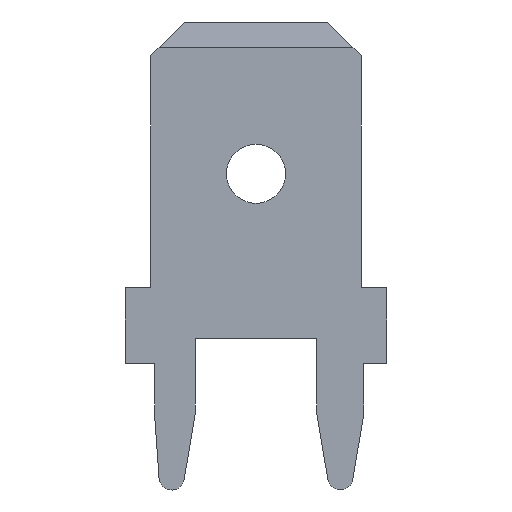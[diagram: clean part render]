
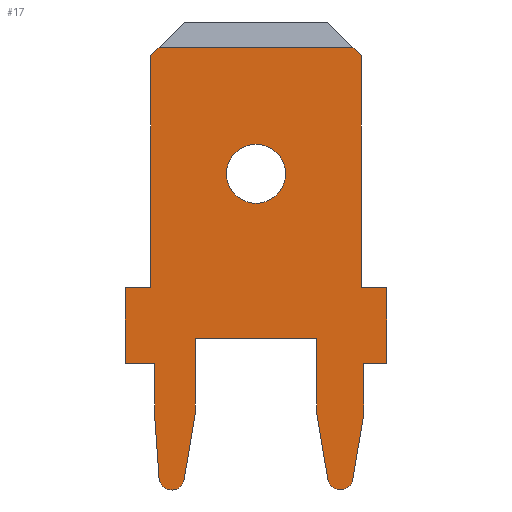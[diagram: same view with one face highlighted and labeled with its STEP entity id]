
A CAD part, left-side view. The second image highlights one B-rep face of the part: STEP entity #17.
In plain terms, the highlighted planar face has unit normal (-1, 0, 0).
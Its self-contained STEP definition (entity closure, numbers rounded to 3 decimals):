
#17 = ADVANCED_FACE('',(#18,#198),#218,.F.);
#18 = FACE_BOUND('',#19,.F.);
#19 = EDGE_LOOP('',(#20,#30,#38,#46,#54,#62,#70,#78,#86,#95,#103,#111,
    #119,#127,#135,#144,#152,#160,#168,#176,#184,#192));
#20 = ORIENTED_EDGE('',*,*,#21,.F.);
#21 = EDGE_CURVE('',#22,#24,#26,.T.);
#22 = VERTEX_POINT('',#23);
#23 = CARTESIAN_POINT('',(-0.406,-5.445,9.687));
#24 = VERTEX_POINT('',#25);
#25 = CARTESIAN_POINT('',(-0.406,0.398,9.687));
#26 = LINE('',#27,#28);
#27 = CARTESIAN_POINT('',(-0.406,-5.445,9.687));
#28 = VECTOR('',#29,1.);
#29 = DIRECTION('',(0.,1.,0.));
#30 = ORIENTED_EDGE('',*,*,#31,.F.);
#31 = EDGE_CURVE('',#32,#22,#34,.T.);
#32 = VERTEX_POINT('',#33);
#33 = CARTESIAN_POINT('',(-0.406,-5.699,9.433));
#34 = LINE('',#35,#36);
#35 = CARTESIAN_POINT('',(-0.406,-5.699,9.433));
#36 = VECTOR('',#37,1.);
#37 = DIRECTION('',(0.,0.707,0.707));
#38 = ORIENTED_EDGE('',*,*,#39,.T.);
#39 = EDGE_CURVE('',#32,#40,#42,.T.);
#40 = VERTEX_POINT('',#41);
#41 = CARTESIAN_POINT('',(-0.406,-5.699,2.448));
#42 = LINE('',#43,#44);
#43 = CARTESIAN_POINT('',(-0.406,-5.699,9.433));
#44 = VECTOR('',#45,1.);
#45 = DIRECTION('',(0.,0.,-1.));
#46 = ORIENTED_EDGE('',*,*,#47,.T.);
#47 = EDGE_CURVE('',#40,#48,#50,.T.);
#48 = VERTEX_POINT('',#49);
#49 = CARTESIAN_POINT('',(-0.406,-6.461,2.448));
#50 = LINE('',#51,#52);
#51 = CARTESIAN_POINT('',(-0.406,-5.699,2.448));
#52 = VECTOR('',#53,1.);
#53 = DIRECTION('',(0.,-1.,0.));
#54 = ORIENTED_EDGE('',*,*,#55,.T.);
#55 = EDGE_CURVE('',#48,#56,#58,.T.);
#56 = VERTEX_POINT('',#57);
#57 = CARTESIAN_POINT('',(-0.406,-6.461,0.162));
#58 = LINE('',#59,#60);
#59 = CARTESIAN_POINT('',(-0.406,-6.461,2.448));
#60 = VECTOR('',#61,1.);
#61 = DIRECTION('',(0.,0.,-1.));
#62 = ORIENTED_EDGE('',*,*,#63,.T.);
#63 = EDGE_CURVE('',#56,#64,#66,.T.);
#64 = VERTEX_POINT('',#65);
#65 = CARTESIAN_POINT('',(-0.406,-5.768,0.162));
#66 = LINE('',#67,#68);
#67 = CARTESIAN_POINT('',(-0.406,-6.461,0.162));
#68 = VECTOR('',#69,1.);
#69 = DIRECTION('',(0.,1.,0.));
#70 = ORIENTED_EDGE('',*,*,#71,.T.);
#71 = EDGE_CURVE('',#64,#72,#74,.T.);
#72 = VERTEX_POINT('',#73);
#73 = CARTESIAN_POINT('',(-0.406,-5.768,-1.363));
#74 = LINE('',#75,#76);
#75 = CARTESIAN_POINT('',(-0.406,-5.768,0.162));
#76 = VECTOR('',#77,1.);
#77 = DIRECTION('',(0.,0.,-1.));
#78 = ORIENTED_EDGE('',*,*,#79,.T.);
#79 = EDGE_CURVE('',#72,#80,#82,.T.);
#80 = VERTEX_POINT('',#81);
#81 = CARTESIAN_POINT('',(-0.406,-5.439,-3.33));
#82 = LINE('',#83,#84);
#83 = CARTESIAN_POINT('',(-0.406,-5.768,-1.363));
#84 = VECTOR('',#85,1.);
#85 = DIRECTION('',(0.,0.165,-0.986));
#86 = ORIENTED_EDGE('',*,*,#87,.T.);
#87 = EDGE_CURVE('',#80,#88,#90,.T.);
#88 = VERTEX_POINT('',#89);
#89 = CARTESIAN_POINT('',(-0.406,-4.688,-3.33));
#90 = CIRCLE('',#91,0.381);
#91 = AXIS2_PLACEMENT_3D('',#92,#93,#94);
#92 = CARTESIAN_POINT('',(-0.406,-5.064,-3.268));
#93 = DIRECTION('',(1.,0.,0.));
#94 = DIRECTION('',(0.,-0.986,-0.165)
  );
#95 = ORIENTED_EDGE('',*,*,#96,.T.);
#96 = EDGE_CURVE('',#88,#97,#99,.T.);
#97 = VERTEX_POINT('',#98);
#98 = CARTESIAN_POINT('',(-0.406,-4.359,-1.363));
#99 = LINE('',#100,#101);
#100 = CARTESIAN_POINT('',(-0.406,-4.688,-3.33));
#101 = VECTOR('',#102,1.);
#102 = DIRECTION('',(0.,0.165,0.986)
  );
#103 = ORIENTED_EDGE('',*,*,#104,.T.);
#104 = EDGE_CURVE('',#97,#105,#107,.T.);
#105 = VERTEX_POINT('',#106);
#106 = CARTESIAN_POINT('',(-0.406,-4.359,0.924));
#107 = LINE('',#108,#109);
#108 = CARTESIAN_POINT('',(-0.406,-4.359,-1.363));
#109 = VECTOR('',#110,1.);
#110 = DIRECTION('',(0.,0.,1.));
#111 = ORIENTED_EDGE('',*,*,#112,.T.);
#112 = EDGE_CURVE('',#105,#113,#115,.T.);
#113 = VERTEX_POINT('',#114);
#114 = CARTESIAN_POINT('',(-0.406,-0.688,0.924));
#115 = LINE('',#116,#117);
#116 = CARTESIAN_POINT('',(-0.406,-4.359,0.924));
#117 = VECTOR('',#118,1.);
#118 = DIRECTION('',(0.,1.,0.));
#119 = ORIENTED_EDGE('',*,*,#120,.T.);
#120 = EDGE_CURVE('',#113,#121,#123,.T.);
#121 = VERTEX_POINT('',#122);
#122 = CARTESIAN_POINT('',(-0.406,-0.688,-1.363));
#123 = LINE('',#124,#125);
#124 = CARTESIAN_POINT('',(-0.406,-0.688,0.924));
#125 = VECTOR('',#126,1.);
#126 = DIRECTION('',(0.,0.,-1.));
#127 = ORIENTED_EDGE('',*,*,#128,.T.);
#128 = EDGE_CURVE('',#121,#129,#131,.T.);
#129 = VERTEX_POINT('',#130);
#130 = CARTESIAN_POINT('',(-0.406,-0.359,-3.33));
#131 = LINE('',#132,#133);
#132 = CARTESIAN_POINT('',(-0.406,-0.688,-1.363));
#133 = VECTOR('',#134,1.);
#134 = DIRECTION('',(0.,0.165,-0.986)
  );
#135 = ORIENTED_EDGE('',*,*,#136,.T.);
#136 = EDGE_CURVE('',#129,#137,#139,.T.);
#137 = VERTEX_POINT('',#138);
#138 = CARTESIAN_POINT('',(-0.406,0.397,-3.294));
#139 = CIRCLE('',#140,0.381);
#140 = AXIS2_PLACEMENT_3D('',#141,#142,#143);
#141 = CARTESIAN_POINT('',(-0.406,0.017,-3.268));
#142 = DIRECTION('',(1.,0.,0.));
#143 = DIRECTION('',(0.,-0.986,-0.165)
  );
#144 = ORIENTED_EDGE('',*,*,#145,.T.);
#145 = EDGE_CURVE('',#137,#146,#148,.T.);
#146 = VERTEX_POINT('',#147);
#147 = CARTESIAN_POINT('',(-0.406,0.532,-1.363));
#148 = LINE('',#149,#150);
#149 = CARTESIAN_POINT('',(-0.406,0.397,-3.294));
#150 = VECTOR('',#151,1.);
#151 = DIRECTION('',(0.,0.07,
    0.998));
#152 = ORIENTED_EDGE('',*,*,#153,.T.);
#153 = EDGE_CURVE('',#146,#154,#156,.T.);
#154 = VERTEX_POINT('',#155);
#155 = CARTESIAN_POINT('',(-0.406,0.532,0.162));
#156 = LINE('',#157,#158);
#157 = CARTESIAN_POINT('',(-0.406,0.532,-1.363));
#158 = VECTOR('',#159,1.);
#159 = DIRECTION('',(0.,0.,1.));
#160 = ORIENTED_EDGE('',*,*,#161,.T.);
#161 = EDGE_CURVE('',#154,#162,#164,.T.);
#162 = VERTEX_POINT('',#163);
#163 = CARTESIAN_POINT('',(-0.406,1.414,0.162));
#164 = LINE('',#165,#166);
#165 = CARTESIAN_POINT('',(-0.406,0.532,0.162));
#166 = VECTOR('',#167,1.);
#167 = DIRECTION('',(0.,1.,0.));
#168 = ORIENTED_EDGE('',*,*,#169,.T.);
#169 = EDGE_CURVE('',#162,#170,#172,.T.);
#170 = VERTEX_POINT('',#171);
#171 = CARTESIAN_POINT('',(-0.406,1.414,2.448));
#172 = LINE('',#173,#174);
#173 = CARTESIAN_POINT('',(-0.406,1.414,0.162));
#174 = VECTOR('',#175,1.);
#175 = DIRECTION('',(0.,0.,1.));
#176 = ORIENTED_EDGE('',*,*,#177,.T.);
#177 = EDGE_CURVE('',#170,#178,#180,.T.);
#178 = VERTEX_POINT('',#179);
#179 = CARTESIAN_POINT('',(-0.406,0.652,2.448));
#180 = LINE('',#181,#182);
#181 = CARTESIAN_POINT('',(-0.406,1.414,2.448));
#182 = VECTOR('',#183,1.);
#183 = DIRECTION('',(0.,-1.,0.));
#184 = ORIENTED_EDGE('',*,*,#185,.T.);
#185 = EDGE_CURVE('',#178,#186,#188,.T.);
#186 = VERTEX_POINT('',#187);
#187 = CARTESIAN_POINT('',(-0.406,0.652,9.433));
#188 = LINE('',#189,#190);
#189 = CARTESIAN_POINT('',(-0.406,0.652,2.448));
#190 = VECTOR('',#191,1.);
#191 = DIRECTION('',(0.,0.,1.));
#192 = ORIENTED_EDGE('',*,*,#193,.F.);
#193 = EDGE_CURVE('',#24,#186,#194,.T.);
#194 = LINE('',#195,#196);
#195 = CARTESIAN_POINT('',(-0.406,0.398,9.687));
#196 = VECTOR('',#197,1.);
#197 = DIRECTION('',(0.,0.707,-0.707));
#198 = FACE_BOUND('',#199,.F.);
#199 = EDGE_LOOP('',(#200,#211));
#200 = ORIENTED_EDGE('',*,*,#201,.T.);
#201 = EDGE_CURVE('',#202,#204,#206,.T.);
#202 = VERTEX_POINT('',#203);
#203 = CARTESIAN_POINT('',(-0.406,-1.635,5.877));
#204 = VERTEX_POINT('',#205);
#205 = CARTESIAN_POINT('',(-0.406,-3.413,5.877));
#206 = CIRCLE('',#207,0.889);
#207 = AXIS2_PLACEMENT_3D('',#208,#209,#210);
#208 = CARTESIAN_POINT('',(-0.406,-2.524,5.877));
#209 = DIRECTION('',(-1.,0.,0.));
#210 = DIRECTION('',(0.,1.,0.));
#211 = ORIENTED_EDGE('',*,*,#212,.T.);
#212 = EDGE_CURVE('',#204,#202,#213,.T.);
#213 = CIRCLE('',#214,0.889);
#214 = AXIS2_PLACEMENT_3D('',#215,#216,#217);
#215 = CARTESIAN_POINT('',(-0.406,-2.524,5.877));
#216 = DIRECTION('',(-1.,0.,0.));
#217 = DIRECTION('',(0.,-1.,0.));
#218 = PLANE('',#219);
#219 = AXIS2_PLACEMENT_3D('',#220,#221,#222);
#220 = CARTESIAN_POINT('',(-0.406,-2.524,0.924));
#221 = DIRECTION('',(1.,0.,0.));
#222 = DIRECTION('',(0.,1.,0.));
